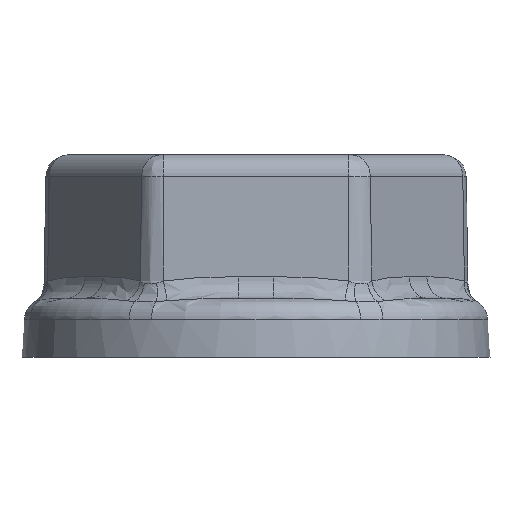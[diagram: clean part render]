
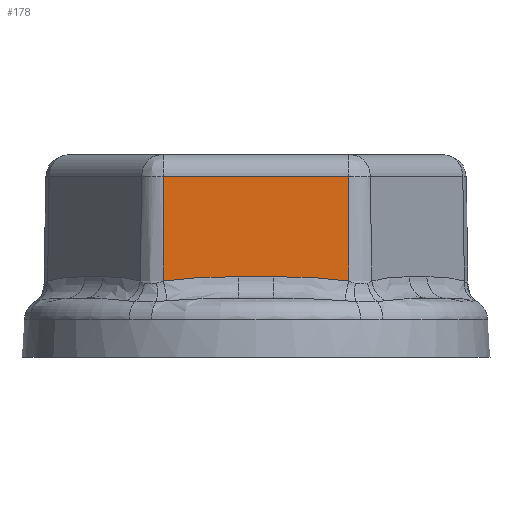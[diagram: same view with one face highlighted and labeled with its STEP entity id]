
A CAD part, left-side view. The second image highlights one B-rep face of the part: STEP entity #178.
In plain terms, the highlighted planar face has unit normal (-1, 0, 0.018).
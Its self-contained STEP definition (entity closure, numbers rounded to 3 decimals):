
#178 = ADVANCED_FACE( '', ( #410 ), #411, .T. );
#410 = FACE_OUTER_BOUND( '', #3561, .T. );
#411 = PLANE( '', #3562 );
#3561 = EDGE_LOOP( '', ( #5041, #5042, #5043, #5044, #5045, #5046 ) );
#3562 = AXIS2_PLACEMENT_3D( '', #5047, #5048, #5049 );
#5041 = ORIENTED_EDGE( '', *, *, #5455, .T. );
#5042 = ORIENTED_EDGE( '', *, *, #5433, .T. );
#5043 = ORIENTED_EDGE( '', *, *, #5400, .F. );
#5044 = ORIENTED_EDGE( '', *, *, #5412, .T. );
#5045 = ORIENTED_EDGE( '', *, *, #5393, .T. );
#5046 = ORIENTED_EDGE( '', *, *, #5456, .T. );
#5047 = CARTESIAN_POINT( '', ( -17., -8.372, 3.3 ) );
#5048 = DIRECTION( '', ( -1., 0., 0.017 ) );
#5049 = DIRECTION( '', ( 0.017, 0., 1. ) );
#5393 = EDGE_CURVE( '', #5824, #5822, #5825, .T. );
#5400 = EDGE_CURVE( '', #5834, #5814, #5836, .T. );
#5412 = EDGE_CURVE( '', #5834, #5824, #5856, .T. );
#5433 = EDGE_CURVE( '', #5887, #5814, #5888, .T. );
#5455 = EDGE_CURVE( '', #5914, #5887, #5915, .F. );
#5456 = EDGE_CURVE( '', #5822, #5914, #5916, .T. );
#5814 = VERTEX_POINT( '', #7281 );
#5822 = VERTEX_POINT( '', #7342 );
#5824 = VERTEX_POINT( '', #7358 );
#5825 = LINE( '', #7359, #7360 );
#5834 = VERTEX_POINT( '', #7424 );
#5836 = LINE( '', #7465, #7466 );
#5856 = LINE( '', #7554, #7555 );
#5887 = VERTEX_POINT( '', #7736 );
#5888 = B_SPLINE_CURVE_WITH_KNOTS( '', 3, ( #7737, #7738, #7739, #7740, #7741, #7742, #7743, #7744, #7745, #7746, #7747, #7748, #7749, #7750, #7751, #7752 ), .UNSPECIFIED., .F., .F., ( 4, 1, 1, 1, 2, 2, 2, 1, 1, 1, 4 ), ( 0., 0.001, 0.002, 0.003, 0.003, 0.004, 0.005, 0.006, 0.006, 0.006, 0.007 ), .UNSPECIFIED. );
#5914 = VERTEX_POINT( '', #7901 );
#5915 = LINE( '', #7902, #7903 );
#5916 = B_SPLINE_CURVE_WITH_KNOTS( '', 3, ( #7904, #7905, #7906, #7907, #7908, #7909, #7910, #7911, #7912, #7913, #7914, #7915, #7916, #7917, #7918, #7919 ), .UNSPECIFIED., .F., .F., ( 4, 1, 1, 1, 2, 2, 2, 1, 1, 1, 4 ), ( 0., 0., 0.001, 0.001, 0.002, 0.003, 0.003, 0.004, 0.005, 0.006, 0.007 ), .UNSPECIFIED. );
#7281 = CARTESIAN_POINT( '', ( -16.937, -8.372, 6.882 ) );
#7342 = CARTESIAN_POINT( '', ( -16.937, 8.372, 6.882 ) );
#7358 = CARTESIAN_POINT( '', ( -16.772, 8.372, 16.335 ) );
#7359 = CARTESIAN_POINT( '', ( -17., 8.372, 3.3 ) );
#7360 = VECTOR( '', #8308, 1000. );
#7424 = CARTESIAN_POINT( '', ( -16.772, -8.372, 16.335 ) );
#7465 = CARTESIAN_POINT( '', ( -17., -8.372, 3.3 ) );
#7466 = VECTOR( '', #8314, 1000. );
#7554 = CARTESIAN_POINT( '', ( -16.772, -8.372, 16.335 ) );
#7555 = VECTOR( '', #8331, 1000. );
#7736 = CARTESIAN_POINT( '', ( -16.931, -1.591, 7.265 ) );
#7737 = CARTESIAN_POINT( '', ( -16.931, -1.591, 7.265 ) );
#7738 = CARTESIAN_POINT( '', ( -16.931, -1.875, 7.265 ) );
#7739 = CARTESIAN_POINT( '', ( -16.931, -2.442, 7.265 ) );
#7740 = CARTESIAN_POINT( '', ( -16.931, -3.292, 7.26 ) );
#7741 = CARTESIAN_POINT( '', ( -16.931, -4.141, 7.249 ) );
#7742 = CARTESIAN_POINT( '', ( -16.931, -4.707, 7.233 ) );
#7743 = CARTESIAN_POINT( '', ( -16.932, -5.273, 7.212 ) );
#7744 = CARTESIAN_POINT( '', ( -16.932, -5.555, 7.199 ) );
#7745 = CARTESIAN_POINT( '', ( -16.933, -6.12, 7.164 ) );
#7746 = CARTESIAN_POINT( '', ( -16.933, -6.402, 7.143 ) );
#7747 = CARTESIAN_POINT( '', ( -16.934, -6.825, 7.103 ) );
#7748 = CARTESIAN_POINT( '', ( -16.934, -7.107, 7.074 ) );
#7749 = CARTESIAN_POINT( '', ( -16.935, -7.529, 7.021 ) );
#7750 = CARTESIAN_POINT( '', ( -16.936, -7.951, 6.959 ) );
#7751 = CARTESIAN_POINT( '', ( -16.937, -8.231, 6.909 ) );
#7752 = CARTESIAN_POINT( '', ( -16.937, -8.372, 6.882 ) );
#7901 = CARTESIAN_POINT( '', ( -16.931, 1.591, 7.265 ) );
#7902 = CARTESIAN_POINT( '', ( -16.931, -8.372, 7.265 ) );
#7903 = VECTOR( '', #8392, 1000. );
#7904 = CARTESIAN_POINT( '', ( -16.937, 8.372, 6.882 ) );
#7905 = CARTESIAN_POINT( '', ( -16.937, 8.231, 6.909 ) );
#7906 = CARTESIAN_POINT( '', ( -16.936, 7.951, 6.959 ) );
#7907 = CARTESIAN_POINT( '', ( -16.935, 7.529, 7.021 ) );
#7908 = CARTESIAN_POINT( '', ( -16.934, 7.107, 7.074 ) );
#7909 = CARTESIAN_POINT( '', ( -16.934, 6.825, 7.103 ) );
#7910 = CARTESIAN_POINT( '', ( -16.933, 6.402, 7.143 ) );
#7911 = CARTESIAN_POINT( '', ( -16.933, 6.12, 7.164 ) );
#7912 = CARTESIAN_POINT( '', ( -16.932, 5.555, 7.199 ) );
#7913 = CARTESIAN_POINT( '', ( -16.932, 5.273, 7.212 ) );
#7914 = CARTESIAN_POINT( '', ( -16.931, 4.707, 7.233 ) );
#7915 = CARTESIAN_POINT( '', ( -16.931, 4.141, 7.249 ) );
#7916 = CARTESIAN_POINT( '', ( -16.931, 3.292, 7.26 ) );
#7917 = CARTESIAN_POINT( '', ( -16.931, 2.442, 7.265 ) );
#7918 = CARTESIAN_POINT( '', ( -16.931, 1.875, 7.265 ) );
#7919 = CARTESIAN_POINT( '', ( -16.931, 1.591, 7.265 ) );
#8308 = DIRECTION( '', ( -0.017, 0., -1. ) );
#8314 = DIRECTION( '', ( -0.017, 0., -1. ) );
#8331 = DIRECTION( '', ( 0., 1., 0. ) );
#8392 = DIRECTION( '', ( 0., 1., 0. ) );
